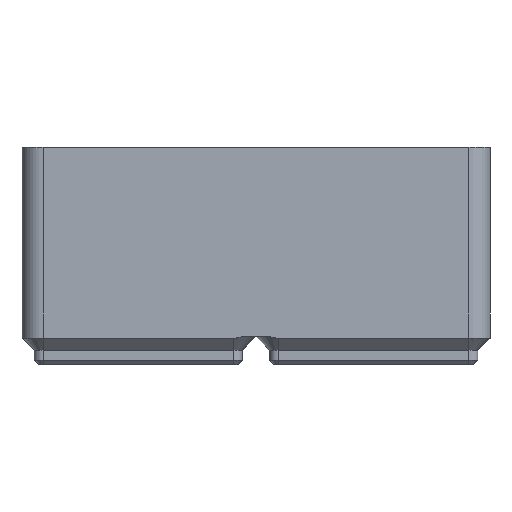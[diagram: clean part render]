
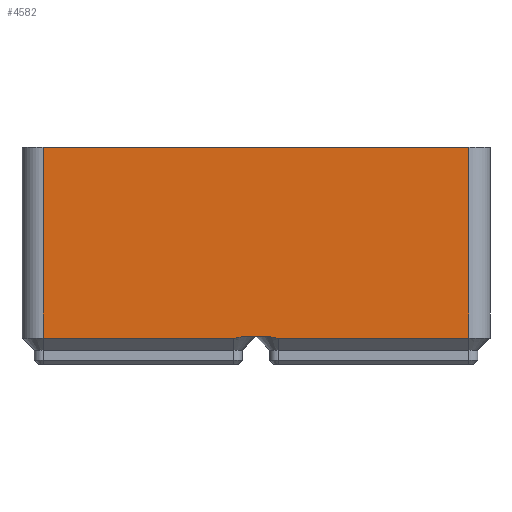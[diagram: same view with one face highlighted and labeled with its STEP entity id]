
A CAD part, left-side view. The second image highlights one B-rep face of the part: STEP entity #4582.
In plain terms, the highlighted planar face has unit normal (-1, 0, 0).
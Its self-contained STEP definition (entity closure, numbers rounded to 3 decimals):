
#3854 = EDGE_CURVE('',#3855,#3857,#3859,.T.);
#3855 = VERTEX_POINT('',#3856);
#3856 = CARTESIAN_POINT('',(-41.75,-38.,38.8));
#3857 = VERTEX_POINT('',#3858);
#3858 = CARTESIAN_POINT('',(-41.75,38.,38.8));
#3859 = LINE('',#3860,#3861);
#3860 = CARTESIAN_POINT('',(-41.75,0.,38.8));
#3861 = VECTOR('',#3862,1.);
#3862 = DIRECTION('',(0.,1.,0.));
#4582 = ADVANCED_FACE('',(#4583),#4642,.T.);
#4583 = FACE_BOUND('',#4584,.T.);
#4584 = EDGE_LOOP('',(#4585,#4586,#4594,#4602,#4611,#4619,#4628,#4636));
#4585 = ORIENTED_EDGE('',*,*,#3854,.T.);
#4586 = ORIENTED_EDGE('',*,*,#4587,.T.);
#4587 = EDGE_CURVE('',#3857,#4588,#4590,.T.);
#4588 = VERTEX_POINT('',#4589);
#4589 = CARTESIAN_POINT('',(-41.75,38.,4.75));
#4590 = LINE('',#4591,#4592);
#4591 = CARTESIAN_POINT('',(-41.75,38.,38.8));
#4592 = VECTOR('',#4593,1.);
#4593 = DIRECTION('',(0.,0.,-1.));
#4594 = ORIENTED_EDGE('',*,*,#4595,.F.);
#4595 = EDGE_CURVE('',#4596,#4588,#4598,.T.);
#4596 = VERTEX_POINT('',#4597);
#4597 = CARTESIAN_POINT('',(-41.75,4.,4.75));
#4598 = LINE('',#4599,#4600);
#4599 = CARTESIAN_POINT('',(-41.75,-8.5,4.75));
#4600 = VECTOR('',#4601,1.);
#4601 = DIRECTION('',(0.,1.,0.));
#4602 = ORIENTED_EDGE('',*,*,#4603,.T.);
#4603 = EDGE_CURVE('',#4596,#4604,#4606,.T.);
#4604 = VERTEX_POINT('',#4605);
#4605 = CARTESIAN_POINT('',(-41.75,2.608,5.));
#4606 = HYPERBOLA('',#4607,3.75,3.75);
#4607 = AXIS2_PLACEMENT_3D('',#4608,#4609,#4610);
#4608 = CARTESIAN_POINT('',(-41.75,4.,1.));
#4609 = DIRECTION('',(1.,0.,0.));
#4610 = DIRECTION('',(0.,0.,1.));
#4611 = ORIENTED_EDGE('',*,*,#4612,.F.);
#4612 = EDGE_CURVE('',#4613,#4604,#4615,.T.);
#4613 = VERTEX_POINT('',#4614);
#4614 = CARTESIAN_POINT('',(-41.75,-2.608,5.));
#4615 = LINE('',#4616,#4617);
#4616 = CARTESIAN_POINT('',(-41.75,0.,5.));
#4617 = VECTOR('',#4618,1.);
#4618 = DIRECTION('',(0.,1.,0.));
#4619 = ORIENTED_EDGE('',*,*,#4620,.T.);
#4620 = EDGE_CURVE('',#4613,#4621,#4623,.T.);
#4621 = VERTEX_POINT('',#4622);
#4622 = CARTESIAN_POINT('',(-41.75,-4.,4.75));
#4623 = HYPERBOLA('',#4624,3.75,3.75);
#4624 = AXIS2_PLACEMENT_3D('',#4625,#4626,#4627);
#4625 = CARTESIAN_POINT('',(-41.75,-4.,1.));
#4626 = DIRECTION('',(1.,0.,0.));
#4627 = DIRECTION('',(0.,0.,1.));
#4628 = ORIENTED_EDGE('',*,*,#4629,.F.);
#4629 = EDGE_CURVE('',#4630,#4621,#4632,.T.);
#4630 = VERTEX_POINT('',#4631);
#4631 = CARTESIAN_POINT('',(-41.75,-38.,4.75));
#4632 = LINE('',#4633,#4634);
#4633 = CARTESIAN_POINT('',(-41.75,-29.5,4.75));
#4634 = VECTOR('',#4635,1.);
#4635 = DIRECTION('',(0.,1.,0.));
#4636 = ORIENTED_EDGE('',*,*,#4637,.T.);
#4637 = EDGE_CURVE('',#4630,#3855,#4638,.T.);
#4638 = LINE('',#4639,#4640);
#4639 = CARTESIAN_POINT('',(-41.75,-38.,4.75));
#4640 = VECTOR('',#4641,1.);
#4641 = DIRECTION('',(0.,0.,1.));
#4642 = PLANE('',#4643);
#4643 = AXIS2_PLACEMENT_3D('',#4644,#4645,#4646);
#4644 = CARTESIAN_POINT('',(-41.75,-38.,5.));
#4645 = DIRECTION('',(-1.,0.,0.));
#4646 = DIRECTION('',(0.,1.,0.));
